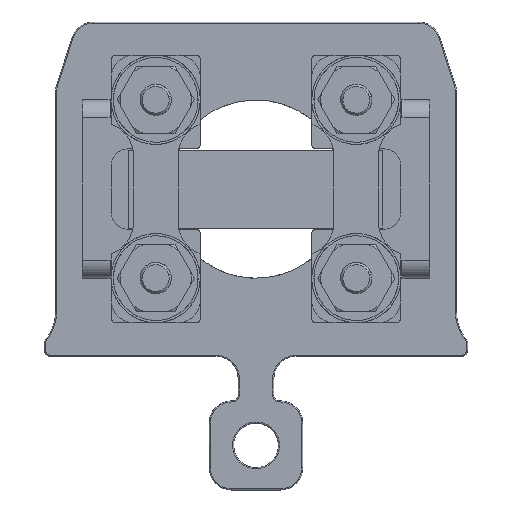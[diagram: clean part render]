
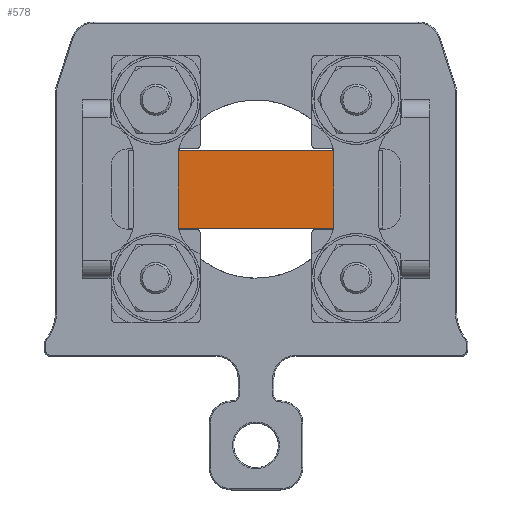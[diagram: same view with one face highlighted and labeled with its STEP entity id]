
A CAD part, top view. The second image highlights one B-rep face of the part: STEP entity #578.
In plain terms, the highlighted planar face has unit normal (0, 0, 1).
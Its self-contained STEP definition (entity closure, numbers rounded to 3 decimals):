
#387=AXIS2_PLACEMENT_3D('Plane Axis2P3D',#384,#385,#386) ;
#532=AXIS2_PLACEMENT_3D('Circle Axis2P3D',#530,#531,$) ;
#546=AXIS2_PLACEMENT_3D('Circle Axis2P3D',#544,#545,$) ;
#551=AXIS2_PLACEMENT_3D('Circle Axis2P3D',#549,#550,$) ;
#565=AXIS2_PLACEMENT_3D('Circle Axis2P3D',#563,#564,$) ;
#84=CARTESIAN_POINT('Vertex',(-3.479,-5.75,3.225)) ;
#87=CARTESIAN_POINT('Line Origine',(0.,-5.75,3.225)) ;
#91=CARTESIAN_POINT('Vertex',(3.479,-5.75,3.225)) ;
#384=CARTESIAN_POINT('Axis2P3D Location',(-0.001,-7.5,3.225)) ;
#521=CARTESIAN_POINT('Line Origine',(0.,-9.25,3.225)) ;
#525=CARTESIAN_POINT('Vertex',(-3.479,-9.25,3.225)) ;
#527=CARTESIAN_POINT('Vertex',(3.479,-9.25,3.225)) ;
#530=CARTESIAN_POINT('Axis2P3D Location',(2.,-9.,3.225)) ;
#534=CARTESIAN_POINT('Vertex',(3.5,-9.,3.225)) ;
#537=CARTESIAN_POINT('Line Origine',(3.5,-7.5,3.225)) ;
#541=CARTESIAN_POINT('Vertex',(3.5,-6.,3.225)) ;
#544=CARTESIAN_POINT('Axis2P3D Location',(2.,-6.,3.225)) ;
#549=CARTESIAN_POINT('Axis2P3D Location',(-2.,-6.,3.225)) ;
#553=CARTESIAN_POINT('Vertex',(-3.5,-6.,3.225)) ;
#556=CARTESIAN_POINT('Line Origine',(-3.5,-7.5,3.225)) ;
#560=CARTESIAN_POINT('Vertex',(-3.5,-9.,3.225)) ;
#563=CARTESIAN_POINT('Axis2P3D Location',(-2.,-9.,3.225)) ;
#88=DIRECTION('Vector Direction',(1.,0.,0.)) ;
#385=DIRECTION('Axis2P3D Direction',(0.,0.,1.)) ;
#386=DIRECTION('Axis2P3D XDirection',(1.,0.,0.)) ;
#522=DIRECTION('Vector Direction',(-1.,0.,0.)) ;
#531=DIRECTION('Axis2P3D Direction',(0.,0.,1.)) ;
#538=DIRECTION('Vector Direction',(0.,-1.,0.)) ;
#545=DIRECTION('Axis2P3D Direction',(0.,0.,1.)) ;
#550=DIRECTION('Axis2P3D Direction',(0.,0.,1.)) ;
#557=DIRECTION('Vector Direction',(0.,1.,0.)) ;
#564=DIRECTION('Axis2P3D Direction',(0.,0.,1.)) ;
#89=VECTOR('Line Direction',#88,1.) ;
#523=VECTOR('Line Direction',#522,1.) ;
#539=VECTOR('Line Direction',#538,1.) ;
#558=VECTOR('Line Direction',#557,1.) ;
#569=ORIENTED_EDGE('',*,*,#529,.T.) ;
#570=ORIENTED_EDGE('',*,*,#536,.F.) ;
#571=ORIENTED_EDGE('',*,*,#543,.F.) ;
#572=ORIENTED_EDGE('',*,*,#548,.F.) ;
#573=ORIENTED_EDGE('',*,*,#93,.T.) ;
#574=ORIENTED_EDGE('',*,*,#555,.F.) ;
#575=ORIENTED_EDGE('',*,*,#562,.F.) ;
#576=ORIENTED_EDGE('',*,*,#567,.F.) ;
#578=ADVANCED_FACE('Hauptk\X2\00F6\X0\rper',(#577),#388,.T.) ;
#533=CIRCLE('generated circle',#532,1.5) ;
#547=CIRCLE('generated circle',#546,1.5) ;
#552=CIRCLE('generated circle',#551,1.5) ;
#566=CIRCLE('generated circle',#565,1.5) ;
#93=EDGE_CURVE('',#92,#85,#90,.F.) ;
#529=EDGE_CURVE('',#526,#528,#524,.F.) ;
#536=EDGE_CURVE('',#535,#528,#533,.F.) ;
#543=EDGE_CURVE('',#542,#535,#540,.T.) ;
#548=EDGE_CURVE('',#92,#542,#547,.F.) ;
#555=EDGE_CURVE('',#554,#85,#552,.F.) ;
#562=EDGE_CURVE('',#561,#554,#559,.T.) ;
#567=EDGE_CURVE('',#526,#561,#566,.F.) ;
#568=EDGE_LOOP('',(#569,#570,#571,#572,#573,#574,#575,#576)) ;
#577=FACE_OUTER_BOUND('',#568,.T.) ;
#90=LINE('Line',#87,#89) ;
#524=LINE('Line',#521,#523) ;
#540=LINE('Line',#537,#539) ;
#559=LINE('Line',#556,#558) ;
#388=PLANE('',#387) ;
#85=VERTEX_POINT('',#84) ;
#92=VERTEX_POINT('',#91) ;
#526=VERTEX_POINT('',#525) ;
#528=VERTEX_POINT('',#527) ;
#535=VERTEX_POINT('',#534) ;
#542=VERTEX_POINT('',#541) ;
#554=VERTEX_POINT('',#553) ;
#561=VERTEX_POINT('',#560) ;
